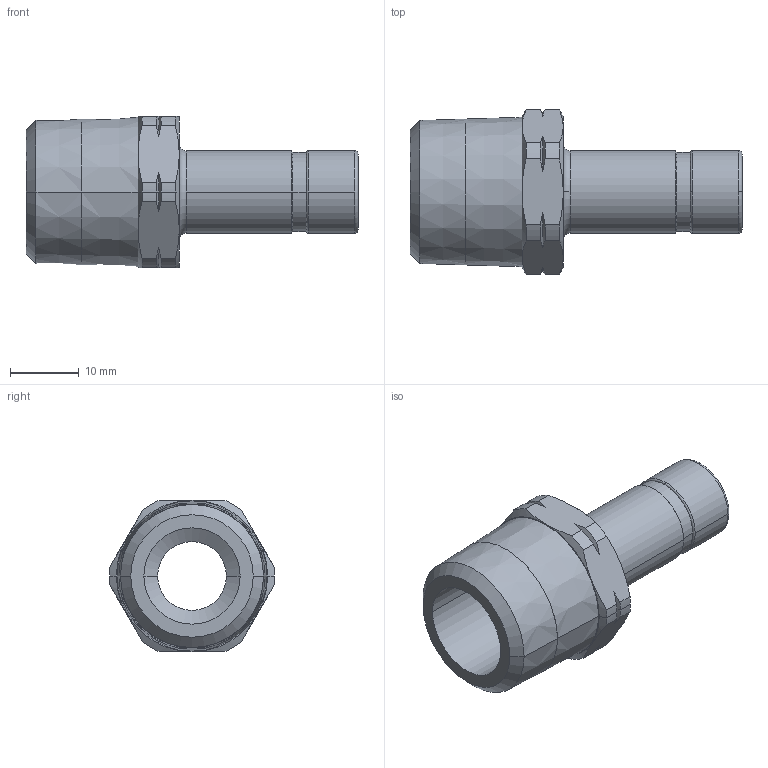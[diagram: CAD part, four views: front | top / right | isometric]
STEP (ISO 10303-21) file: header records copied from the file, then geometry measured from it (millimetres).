
FILE_DESCRIPTION(('STEP AP214'),'1');
FILE_NAME('3821_12_22.stp','2016-07-07T14:27:36',('TraceParts'),('TraceParts S.A.'),'Spatial InterOp 3D',' ',' ');
FILE_SCHEMA(('automotive_design'));
Length unit declared in the file: millimetre
Products named in the file (1): 1
Bounding box: 48.3 x 24 x 22 mm (x, y, z)
Volume: 6050.1 mm3; surface area: 4932.9 mm2
Topology: 1 solids, 1 shells, 86 faces, 212 edges, 132 vertices
Faces by surface type: cone 42, cylinder 26, plane 12, torus 6
Entity records: 2579 total; most frequent: CARTESIAN_POINT 575, DIRECTION 446, ORIENTED_EDGE 424, EDGE_CURVE 212, AXIS2_PLACEMENT_3D 195, VERTEX_POINT 132, CIRCLE 108, EDGE_LOOP 92
